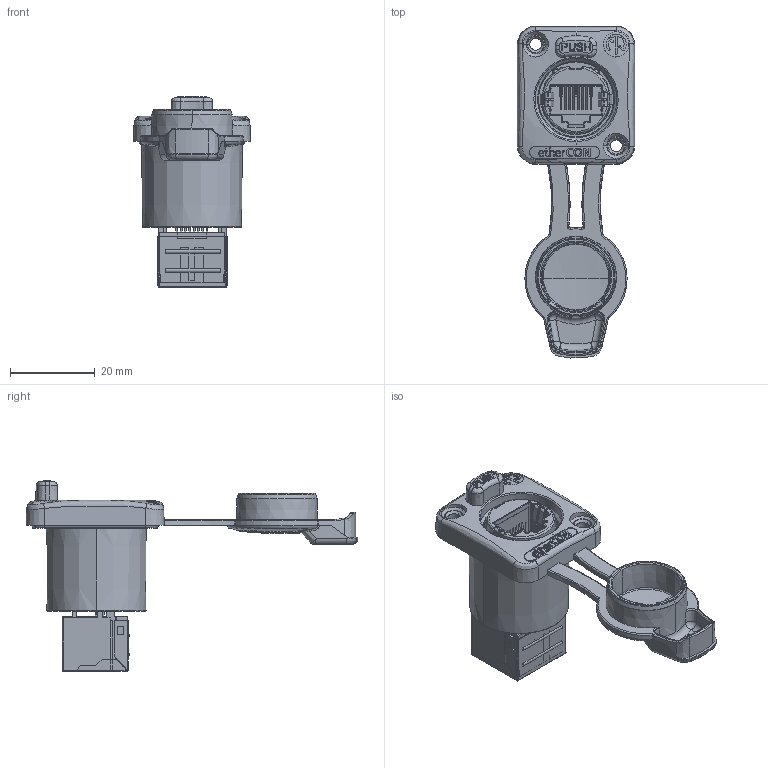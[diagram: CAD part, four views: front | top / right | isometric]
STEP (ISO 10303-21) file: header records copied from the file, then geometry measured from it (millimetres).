
FILE_DESCRIPTION((''),'2;1');
FILE_NAME('30010456','2023-04-11T08:46:23',('SYSTEM'),(''),'CREO PARAMETRIC BY PTC INC, 2021184','CREO PARAMETRIC BY PTC INC, 2021184','');
FILE_SCHEMA(('CONFIG_CONTROL_DESIGN'));
Length unit declared in the file: millimetre
Products named in the file (1): 30010456
Bounding box: 27.7 x 78.51 x 45.1 mm (x, y, z)
Volume: 14801.8 mm3; surface area: 15260.9 mm2
Topology: 21 solids, 25 shells, 1907 faces, 5438 edges, 3585 vertices
Faces by surface type: plane 998, cylinder 286, extrusion 233, bspline 180, torus 85, cone 85, sphere 40
Entity records: 75878 total; most frequent: CARTESIAN_POINT 28676, ORIENTED_EDGE 10834, DIRECTION 8231, EDGE_CURVE 5417, VERTEX_POINT 3585, VECTOR 3209, LINE 2976, AXIS2_PLACEMENT_3D 2511
